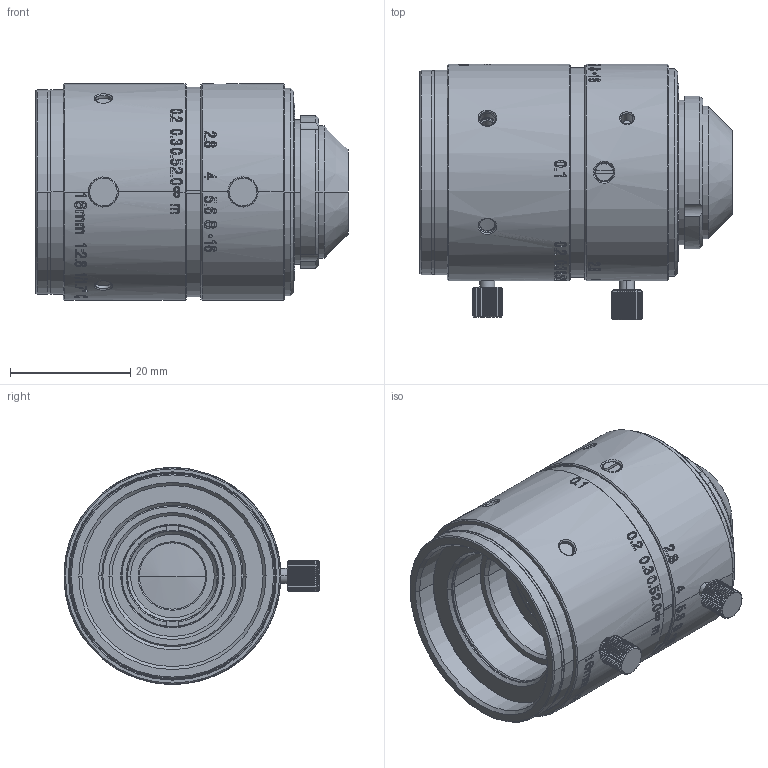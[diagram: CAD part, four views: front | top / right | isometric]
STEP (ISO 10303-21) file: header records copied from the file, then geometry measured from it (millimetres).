
FILE_DESCRIPTION (( 'STEP AP203' ), '1' );
FILE_NAME ('600126.step', '2025-04-14T08:37:31', ( 'MSI' ), ( '' ), 'SwSTEP 2.0', 'SolidWorks 2020', '' );
FILE_SCHEMA (( 'CONFIG_CONTROL_DESIGN' ));
Length unit declared in the file: millimetre
Products named in the file (6): V330101B-608.stp; 600126.stp; 600126; DZO_LA1628A_1712_ASM_1.stp; DZO_LA1628A_1712_ASM_ASM.stp; DZO_LA1628A_1712_ASM_2.stp
Assembly tree (5 placements, depth 4):
  600126
    600126.stp
      DZO_LA1628A_1712_ASM_ASM.stp
        DZO_LA1628A_1712_ASM_1.stp
        DZO_LA1628A_1712_ASM_2.stp
      V330101B-608.stp
Bounding box: 51.86 x 42.5 x 36 mm (x, y, z)
Volume: 30917.6 mm3; surface area: 28679.4 mm2
Topology: 5 solids, 24 shells, 2389 faces, 6147 edges, 3978 vertices
Faces by surface type: bspline 872, cylinder 619, plane 611, cone 253, torus 26, sphere 8
Entity records: 124372 total; most frequent: CARTESIAN_POINT 71986, ORIENTED_EDGE 12282, DIRECTION 8058, EDGE_CURVE 6141, VERTEX_POINT 3978, AXIS2_PLACEMENT_3D 2978, EDGE_LOOP 2635, B_SPLINE_CURVE_WITH_KNOTS 2588
